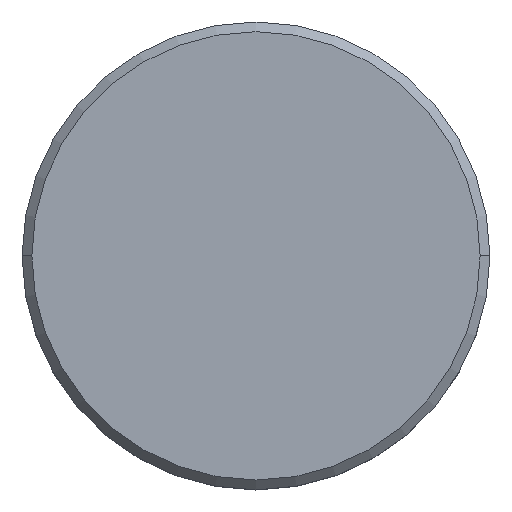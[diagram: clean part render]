
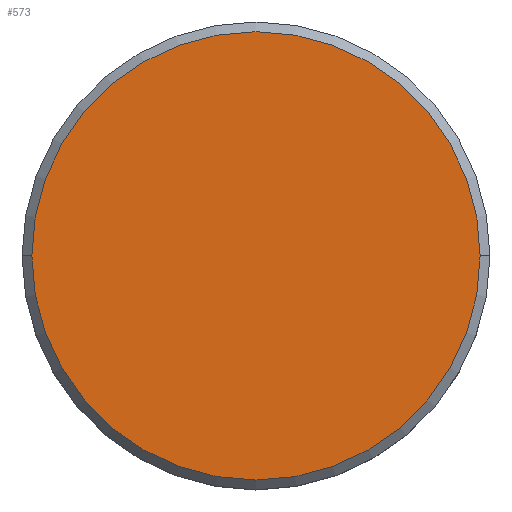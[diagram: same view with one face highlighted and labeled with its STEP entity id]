
A CAD part, top view. The second image highlights one B-rep face of the part: STEP entity #573.
In plain terms, the highlighted planar face has unit normal (0, 0, 1).
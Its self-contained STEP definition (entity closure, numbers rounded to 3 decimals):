
#24 = DIRECTION ( 'NONE',  ( 0., 0., 1. ) ) ;
#67 = PLANE ( 'NONE',  #257 ) ;
#92 = EDGE_LOOP ( 'NONE', ( #515, #281 ) ) ;
#199 = CARTESIAN_POINT ( 'NONE',  ( 0., 0., 0. ) ) ;
#220 = CIRCLE ( 'NONE', #592, 11.5 ) ;
#257 = AXIS2_PLACEMENT_3D ( 'NONE', #450, #24, #494 ) ;
#263 = DIRECTION ( 'NONE',  ( 0., 0., 1. ) ) ;
#281 = ORIENTED_EDGE ( 'NONE', *, *, #294, .T. ) ;
#285 = VERTEX_POINT ( 'NONE', #311 ) ;
#294 = EDGE_CURVE ( 'NONE', #285, #463, #220, .T. ) ;
#311 = CARTESIAN_POINT ( 'NONE',  ( 11.5, 0., 0. ) ) ;
#320 = EDGE_CURVE ( 'NONE', #463, #285, #458, .T. ) ;
#339 = AXIS2_PLACEMENT_3D ( 'NONE', #199, #388, #570 ) ;
#383 = CARTESIAN_POINT ( 'NONE',  ( 0., 0., 0. ) ) ;
#388 = DIRECTION ( 'NONE',  ( 0., 0., 1. ) ) ;
#450 = CARTESIAN_POINT ( 'NONE',  ( 0., 0., 0. ) ) ;
#458 = CIRCLE ( 'NONE', #339, 11.5 ) ;
#463 = VERTEX_POINT ( 'NONE', #506 ) ;
#493 = DIRECTION ( 'NONE',  ( 1., 0., 0. ) ) ;
#494 = DIRECTION ( 'NONE',  ( 1., 0., 0. ) ) ;
#497 = FACE_OUTER_BOUND ( 'NONE', #92, .T. ) ;
#506 = CARTESIAN_POINT ( 'NONE',  ( -11.5, 0., 0. ) ) ;
#515 = ORIENTED_EDGE ( 'NONE', *, *, #320, .T. ) ;
#570 = DIRECTION ( 'NONE',  ( 1., 0., 0. ) ) ;
#573 = ADVANCED_FACE ( 'NONE', ( #497 ), #67, .T. ) ;
#592 = AXIS2_PLACEMENT_3D ( 'NONE', #383, #263, #493 ) ;
